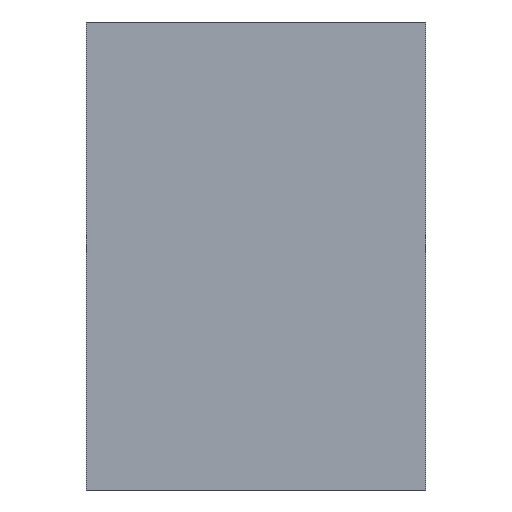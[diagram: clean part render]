
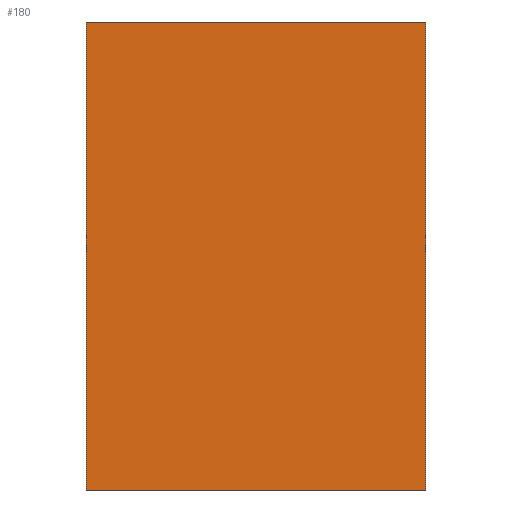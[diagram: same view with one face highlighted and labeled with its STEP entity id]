
A CAD part, front view. The second image highlights one B-rep face of the part: STEP entity #180.
In plain terms, the highlighted planar face has unit normal (0, -1, 0).
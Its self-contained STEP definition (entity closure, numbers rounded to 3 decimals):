
#24 = VERTEX_POINT('',#25);
#25 = CARTESIAN_POINT('',(0.,-2.54,0.));
#31 = EDGE_CURVE('',#24,#32,#34,.T.);
#32 = VERTEX_POINT('',#33);
#33 = CARTESIAN_POINT('',(5.08,-2.54,0.));
#34 = LINE('',#35,#36);
#35 = CARTESIAN_POINT('',(0.,-2.54,0.));
#36 = VECTOR('',#37,1.);
#37 = DIRECTION('',(1.,0.,0.));
#132 = VERTEX_POINT('',#133);
#133 = CARTESIAN_POINT('',(0.,-2.54,7.));
#139 = EDGE_CURVE('',#132,#24,#140,.T.);
#140 = LINE('',#141,#142);
#141 = CARTESIAN_POINT('',(0.,-2.54,7.));
#142 = VECTOR('',#143,1.);
#143 = DIRECTION('',(0.,0.,-1.));
#180 = ADVANCED_FACE('',(#181),#199,.F.);
#181 = FACE_BOUND('',#182,.T.);
#182 = EDGE_LOOP('',(#183,#184,#192,#198));
#183 = ORIENTED_EDGE('',*,*,#31,.T.);
#184 = ORIENTED_EDGE('',*,*,#185,.T.);
#185 = EDGE_CURVE('',#32,#186,#188,.T.);
#186 = VERTEX_POINT('',#187);
#187 = CARTESIAN_POINT('',(5.08,-2.54,7.));
#188 = LINE('',#189,#190);
#189 = CARTESIAN_POINT('',(5.08,-2.54,0.));
#190 = VECTOR('',#191,1.);
#191 = DIRECTION('',(0.,0.,1.));
#192 = ORIENTED_EDGE('',*,*,#193,.T.);
#193 = EDGE_CURVE('',#186,#132,#194,.T.);
#194 = LINE('',#195,#196);
#195 = CARTESIAN_POINT('',(5.08,-2.54,7.));
#196 = VECTOR('',#197,1.);
#197 = DIRECTION('',(-1.,0.,0.));
#198 = ORIENTED_EDGE('',*,*,#139,.T.);
#199 = PLANE('',#200);
#200 = AXIS2_PLACEMENT_3D('',#201,#202,#203);
#201 = CARTESIAN_POINT('',(2.54,-2.54,3.5));
#202 = DIRECTION('',(0.,1.,0.));
#203 = DIRECTION('',(0.,0.,1.));
